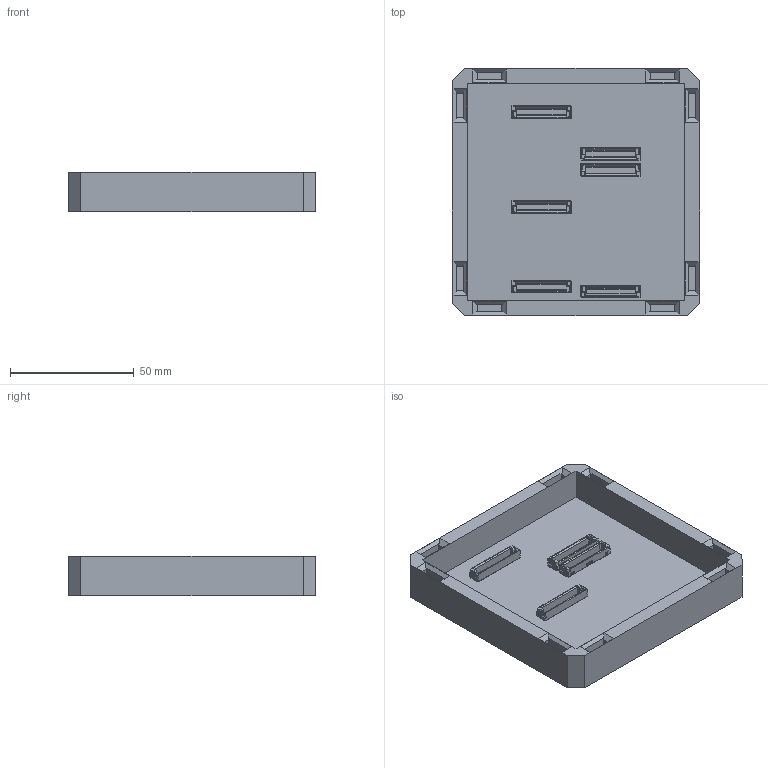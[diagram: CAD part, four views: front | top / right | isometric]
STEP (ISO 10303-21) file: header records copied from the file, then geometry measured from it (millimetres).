
FILE_DESCRIPTION(/* description */ (''),/* implementation_level */ '2;1');
FILE_NAME(/* name */ '01_Bottom_CubeSat.stp',/* time_stamp */ '2025-08-11T16:28:23+02:00',/* author */ (''),/* organization */ (''),/* preprocessor_version */ 'ST-DEVELOPER v20',/* originating_system */ 'SIEMENS PLM Software NX2412.1700',/* authorisation */ '');
FILE_SCHEMA (('AUTOMOTIVE_DESIGN { 1 0 10303 214 3 1 1 1 }'));
Length unit declared in the file: millimetre
Products named in the file (13): SOLID103160_64039ID; COMPOUND_64038ID; WallSnapFitV10_64047ID; WallSnapFitV10_64045ID; WallSnapFitV10_64051ID; WallSnapFitV10_64048ID; WallSnapFitV10_64046ID; WallSnapFitV10_64050ID; WallSnapFitV10_64052ID; WallSnapFitV10_64049ID; 294139103150; CubeSat_Bottom; 01_Bottom_CubeSat
Assembly tree (17 placements, depth 4):
  01_Bottom_CubeSat
    WallSnapFitV10_64049ID
    WallSnapFitV10_64052ID
    WallSnapFitV10_64050ID
    WallSnapFitV10_64046ID
    WallSnapFitV10_64048ID
    WallSnapFitV10_64051ID
    WallSnapFitV10_64045ID
    WallSnapFitV10_64047ID
    CubeSat_Bottom
      294139103150  x6
        SOLID103160_64039ID
      COMPOUND_64038ID
Bounding box: 100 x 100 x 16 mm (x, y, z)
Volume: 56308.4 mm3; surface area: 35930.7 mm2
Topology: 1 solids, 1 shells, 1484 faces, 4097 edges, 2719 vertices
Faces by surface type: plane 1160, cylinder 318, extrusion 6
Entity records: 56548 total; most frequent: CARTESIAN_POINT 11420, ORIENTED_EDGE 8194, DIRECTION 6177, EDGE_CURVE 4097, VECTOR 3089, LINE 3083, VERTEX_POINT 2719, EDGE_LOOP 1588
